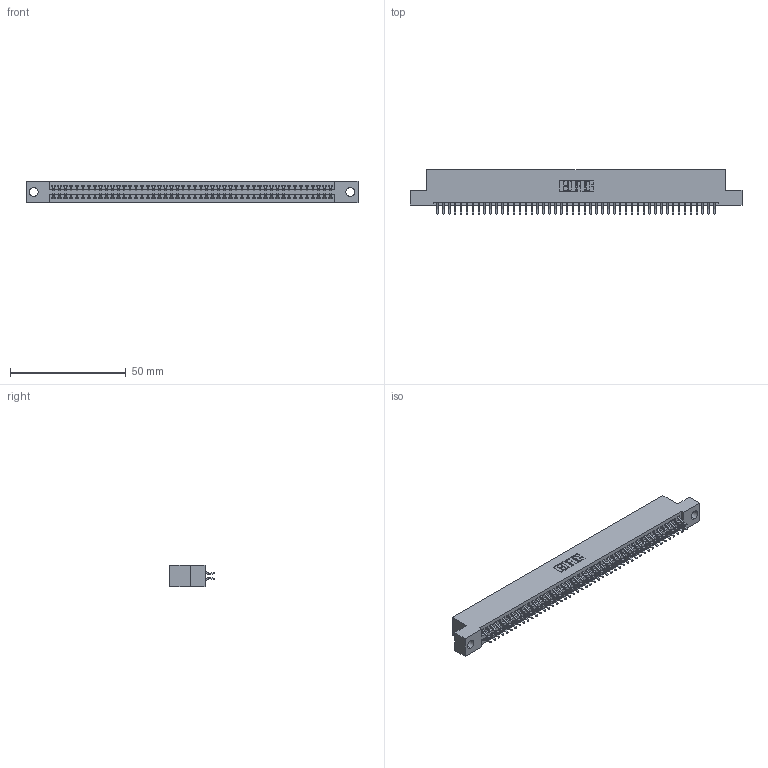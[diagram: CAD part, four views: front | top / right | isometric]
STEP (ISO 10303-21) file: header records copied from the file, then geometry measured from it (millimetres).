
FILE_DESCRIPTION (( 'STEP AP203' ), '1' );
FILE_NAME ('345-096-556-204.STEP', '2018-10-05T06:16:05', ( '' ), ( '' ), 'SwSTEP 2.0', 'SolidWorks 2016', '' );
FILE_SCHEMA (( 'CONFIG_CONTROL_DESIGN' ));
Length unit declared in the file: inch
Products named in the file (3): 345 Part_Flush Mounting Lugs - 0.156 Dia-TH; 345-096-556-204; 345-292-001_556 Tail
Assembly tree (97 placements, depth 2):
  345-096-556-204
    345 Part_Flush Mounting Lugs - 0.156 Dia-TH
    345-292-001_556 Tail  x96
Bounding box: 143.13 x 19.24 x 9.4 mm (x, y, z)
Volume: 13867.7 mm3; surface area: 20346.2 mm2
Topology: 97 solids, 97 shells, 5502 faces, 16373 edges, 10786 vertices
Faces by surface type: plane 3632, cylinder 1870
Entity records: 37077 total; most frequent: CARTESIAN_POINT 6224, ORIENTED_EDGE 6146, DIRECTION 5469, EDGE_CURVE 3073, VECTOR 2741, LINE 2741, VERTEX_POINT 2046, AXIS2_PLACEMENT_3D 1364
